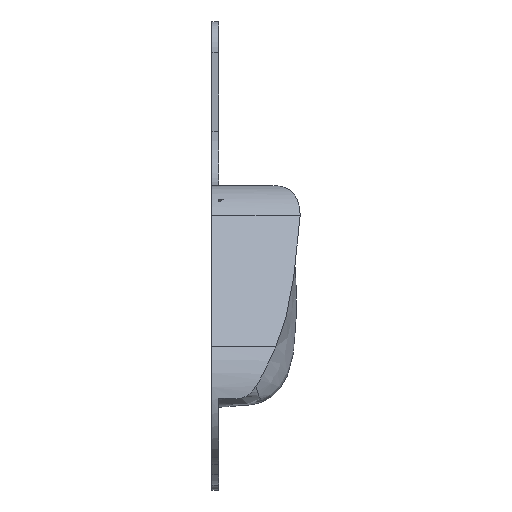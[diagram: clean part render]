
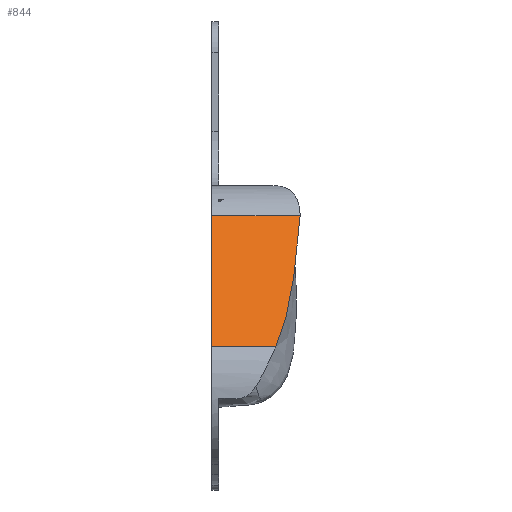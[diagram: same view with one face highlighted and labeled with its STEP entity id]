
A CAD part, left-side view. The second image highlights one B-rep face of the part: STEP entity #844.
In plain terms, the highlighted planar face has unit normal (-0.882, 0, 0.471).
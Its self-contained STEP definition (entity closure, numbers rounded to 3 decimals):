
#127=FACE_OUTER_BOUND('',#177,.T.);
#177=EDGE_LOOP('',(#753,#754,#755,#756));
#209=LINE('',#2923,#265);
#237=LINE('',#2999,#293);
#238=LINE('',#3001,#294);
#265=VECTOR('',#1022,10.);
#293=VECTOR('',#1108,10.);
#294=VECTOR('',#1111,10.);
#330=B_SPLINE_CURVE_WITH_KNOTS('',3,(#2902,#2903,#2904,#2905,#2906,#2907,
#2908,#2909),.UNSPECIFIED.,.F.,.F.,(4,2,2,4),(0.05,0.417,
2.041,3.102),.UNSPECIFIED.);
#390=VERTEX_POINT('',#2896);
#391=VERTEX_POINT('',#2901);
#393=VERTEX_POINT('',#2921);
#412=VERTEX_POINT('',#2997);
#492=EDGE_CURVE('',#390,#391,#330,.T.);
#496=EDGE_CURVE('',#393,#390,#209,.T.);
#534=EDGE_CURVE('',#412,#391,#237,.T.);
#535=EDGE_CURVE('',#393,#412,#238,.T.);
#753=ORIENTED_EDGE('',*,*,#496,.F.);
#754=ORIENTED_EDGE('',*,*,#535,.T.);
#755=ORIENTED_EDGE('',*,*,#534,.T.);
#756=ORIENTED_EDGE('',*,*,#492,.F.);
#799=PLANE('',#923);
#844=ADVANCED_FACE('',(#127),#799,.T.);
#923=AXIS2_PLACEMENT_3D('',#3000,#1109,#1110);
#1022=DIRECTION('',(0.,-1.,0.));
#1108=DIRECTION('',(0.,-1.,0.));
#1109=DIRECTION('center_axis',(-0.882,0.,0.471));
#1110=DIRECTION('ref_axis',(-0.471,0.,-0.882));
#1111=DIRECTION('',(-0.471,0.,-0.882));
#2896=CARTESIAN_POINT('',(-39.239,-22.957,8.926));
#2901=CARTESIAN_POINT('',(-55.767,-17.223,-22.006));
#2902=CARTESIAN_POINT('Ctrl Pts',(-39.239,-22.957,8.926));
#2903=CARTESIAN_POINT('Ctrl Pts',(-39.821,-22.903,7.837));
#2904=CARTESIAN_POINT('Ctrl Pts',(-40.418,-22.824,6.718));
#2905=CARTESIAN_POINT('Ctrl Pts',(-43.532,-22.339,0.891));
#2906=CARTESIAN_POINT('Ctrl Pts',(-46.737,-21.571,-5.107));
#2907=CARTESIAN_POINT('Ctrl Pts',(-50.984,-20.107,-13.054));
#2908=CARTESIAN_POINT('Ctrl Pts',(-53.564,-19.078,-17.882));
#2909=CARTESIAN_POINT('Ctrl Pts',(-55.767,-17.223,-22.006));
#2921=CARTESIAN_POINT('',(-39.239,-2.1,8.926));
#2923=CARTESIAN_POINT('',(-39.239,-2.1,8.926));
#2997=CARTESIAN_POINT('',(-55.767,-2.1,-22.006));
#2999=CARTESIAN_POINT('',(-55.767,-2.1,-22.006));
#3000=CARTESIAN_POINT('Origin',(-39.239,-2.1,8.926));
#3001=CARTESIAN_POINT('',(-39.239,-2.1,8.926));
